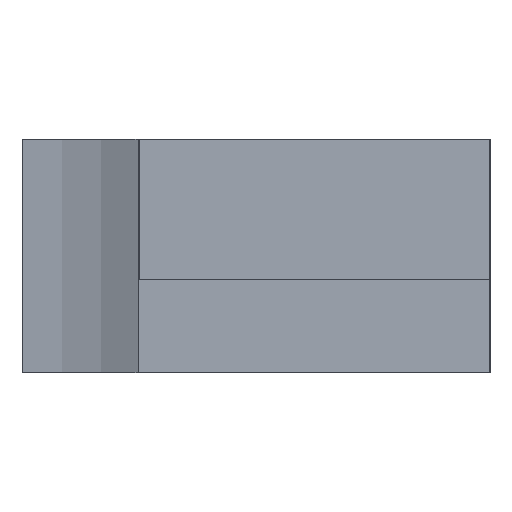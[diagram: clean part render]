
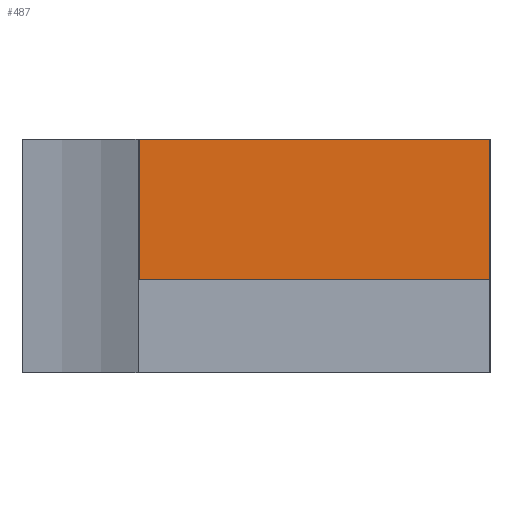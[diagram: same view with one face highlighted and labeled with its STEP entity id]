
A CAD part, left-side view. The second image highlights one B-rep face of the part: STEP entity #487.
In plain terms, the highlighted planar face has unit normal (-1, 0, 0).
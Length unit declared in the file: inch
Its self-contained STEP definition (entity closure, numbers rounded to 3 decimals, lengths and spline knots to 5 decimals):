
#16 = CARTESIAN_POINT ( 'NONE',  ( 0., 0., 0.25 ) ) ;
#17 = ORIENTED_EDGE ( 'NONE', *, *, #410, .T. ) ;
#78 = CARTESIAN_POINT ( 'NONE',  ( 0., -3.27729, 0.25 ) ) ;
#118 = VERTEX_POINT ( 'NONE', #182 ) ;
#135 = DIRECTION ( 'NONE',  ( 0., 0., -1. ) ) ;
#143 = CARTESIAN_POINT ( 'NONE',  ( 0., 0., 0.1 ) ) ;
#175 = VERTEX_POINT ( 'NONE', #546 ) ;
#182 = CARTESIAN_POINT ( 'NONE',  ( 0., 0.375, 0.25 ) ) ;
#193 = AXIS2_PLACEMENT_3D ( 'NONE', #78, #420, #256 ) ;
#219 = LINE ( 'NONE', #1112, #1089 ) ;
#225 = LINE ( 'NONE', #573, #480 ) ;
#237 = EDGE_CURVE ( 'NONE', #175, #591, #278, .T. ) ;
#256 = DIRECTION ( 'NONE',  ( 0., 0., 1. ) ) ;
#278 = LINE ( 'NONE', #556, #989 ) ;
#281 = VECTOR ( 'NONE', #439, 39.37008 ) ;
#366 = EDGE_CURVE ( 'NONE', #836, #118, #225, .T. ) ;
#399 = DIRECTION ( 'NONE',  ( 0., 1., 0. ) ) ;
#410 = EDGE_CURVE ( 'NONE', #118, #175, #219, .T. ) ;
#420 = DIRECTION ( 'NONE',  ( -1., 0., 0. ) ) ;
#439 = DIRECTION ( 'NONE',  ( 0., 0., -1. ) ) ;
#480 = VECTOR ( 'NONE', #399, 39.37008 ) ;
#487 = ADVANCED_FACE ( 'NONE', ( #695 ), #1134, .T. ) ;
#546 = CARTESIAN_POINT ( 'NONE',  ( 0., 0.375, 0.1 ) ) ;
#556 = CARTESIAN_POINT ( 'NONE',  ( 0., 0.5, 0.1 ) ) ;
#573 = CARTESIAN_POINT ( 'NONE',  ( 0., -3.27729, 0.25 ) ) ;
#581 = ORIENTED_EDGE ( 'NONE', *, *, #237, .T. ) ;
#591 = VERTEX_POINT ( 'NONE', #143 ) ;
#601 = ORIENTED_EDGE ( 'NONE', *, *, #798, .F. ) ;
#626 = DIRECTION ( 'NONE',  ( 0., -1., 0. ) ) ;
#679 = CARTESIAN_POINT ( 'NONE',  ( 0., 0., 0.25 ) ) ;
#695 = FACE_OUTER_BOUND ( 'NONE', #1083, .T. ) ;
#798 = EDGE_CURVE ( 'NONE', #836, #591, #806, .T. ) ;
#806 = LINE ( 'NONE', #16, #281 ) ;
#836 = VERTEX_POINT ( 'NONE', #679 ) ;
#959 = ORIENTED_EDGE ( 'NONE', *, *, #366, .T. ) ;
#989 = VECTOR ( 'NONE', #626, 39.37008 ) ;
#1083 = EDGE_LOOP ( 'NONE', ( #581, #601, #959, #17 ) ) ;
#1089 = VECTOR ( 'NONE', #135, 39.37008 ) ;
#1112 = CARTESIAN_POINT ( 'NONE',  ( 0., 0.375, 0.25 ) ) ;
#1134 = PLANE ( 'NONE',  #193 ) ;
